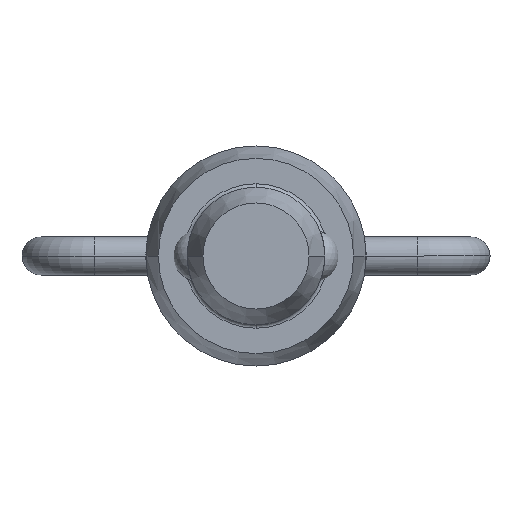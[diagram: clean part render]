
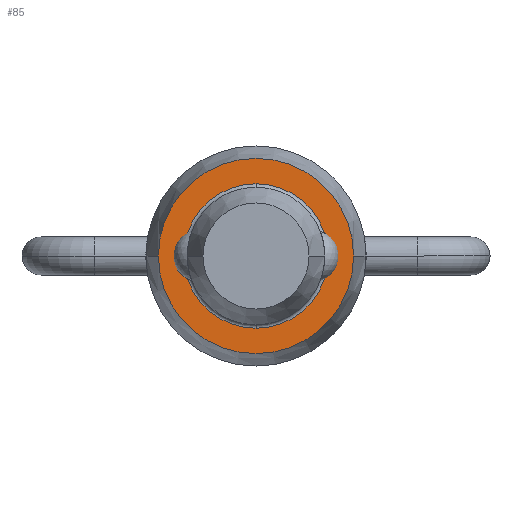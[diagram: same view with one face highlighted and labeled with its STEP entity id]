
A CAD part, front view. The second image highlights one B-rep face of the part: STEP entity #85.
In plain terms, the highlighted planar face has unit normal (0, -1, 0).
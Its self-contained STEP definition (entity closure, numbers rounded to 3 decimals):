
#85=ADVANCED_FACE('',(#194,#195),#196,.T.);
#194=FACE_OUTER_BOUND('',#327,.T.);
#195=FACE_BOUND('',#328,.T.);
#196=PLANE('',#329);
#327=EDGE_LOOP('',(#518,#519));
#328=EDGE_LOOP('',(#520,#521,#522));
#329=AXIS2_PLACEMENT_3D('',#523,#524,#525);
#518=ORIENTED_EDGE('',*,*,#847,.T.);
#519=ORIENTED_EDGE('',*,*,#848,.T.);
#520=ORIENTED_EDGE('',*,*,#811,.T.);
#521=ORIENTED_EDGE('',*,*,#849,.T.);
#522=ORIENTED_EDGE('',*,*,#812,.T.);
#523=CARTESIAN_POINT('',(-5.259,0.0,0.0));
#524=DIRECTION('',(0.,-1.0,0.0));
#525=DIRECTION('',(1.0,0.,0.0));
#811=EDGE_CURVE('',#971,#969,#972,.T.);
#812=EDGE_CURVE('',#973,#971,#974,.T.);
#847=EDGE_CURVE('',#1030,#1031,#1032,.T.);
#848=EDGE_CURVE('',#1031,#1030,#1033,.T.);
#849=EDGE_CURVE('',#969,#973,#1034,.T.);
#969=VERTEX_POINT('',#1196);
#971=VERTEX_POINT('',#1198);
#972=CIRCLE('',#1199,4.169);
#973=VERTEX_POINT('',#1200);
#974=CIRCLE('',#1201,4.169);
#1030=VERTEX_POINT('',#1338);
#1031=VERTEX_POINT('',#1339);
#1032=CIRCLE('',#1340,5.632);
#1033=CIRCLE('',#1341,5.632);
#1034=CIRCLE('',#1342,4.169);
#1196=CARTESIAN_POINT('',(0.,0.,4.169));
#1198=CARTESIAN_POINT('',(-4.169,0.0,0.0));
#1199=AXIS2_PLACEMENT_3D('',#1578,#1579,#1580);
#1200=CARTESIAN_POINT('',(0.,0.,-4.169));
#1201=AXIS2_PLACEMENT_3D('',#1581,#1582,#1583);
#1338=CARTESIAN_POINT('',(-5.632,0.0,0.0));
#1339=CARTESIAN_POINT('',(5.632,0.,0.));
#1340=AXIS2_PLACEMENT_3D('',#1629,#1630,#1631);
#1341=AXIS2_PLACEMENT_3D('',#1632,#1633,#1634);
#1342=AXIS2_PLACEMENT_3D('',#1635,#1636,#1637);
#1578=CARTESIAN_POINT('',(0.,0.0,0.0));
#1579=DIRECTION('',(0.,1.0,0.0));
#1580=DIRECTION('',(-1.0,0.,0.0));
#1581=CARTESIAN_POINT('',(0.,0.0,0.0));
#1582=DIRECTION('',(0.,1.0,0.0));
#1583=DIRECTION('',(-1.0,0.,0.0));
#1629=CARTESIAN_POINT('',(0.,0.0,0.));
#1630=DIRECTION('',(0.,-1.0,0.0));
#1631=DIRECTION('',(-1.0,0.,0.0));
#1632=CARTESIAN_POINT('',(0.,0.0,0.));
#1633=DIRECTION('',(0.,-1.0,0.0));
#1634=DIRECTION('',(-1.0,0.,0.0));
#1635=CARTESIAN_POINT('',(0.,0.0,0.0));
#1636=DIRECTION('',(0.,1.0,0.0));
#1637=DIRECTION('',(-1.0,0.,0.0));
